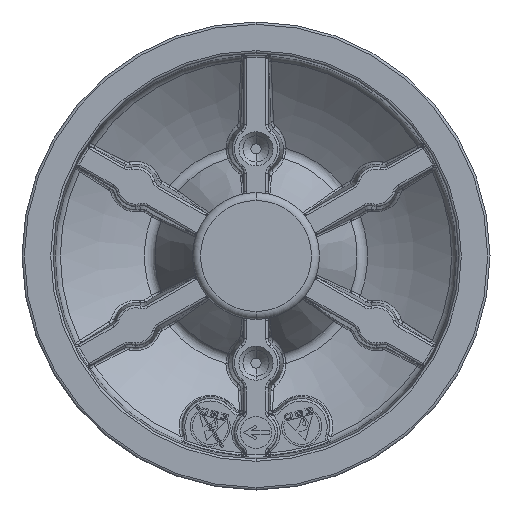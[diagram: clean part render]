
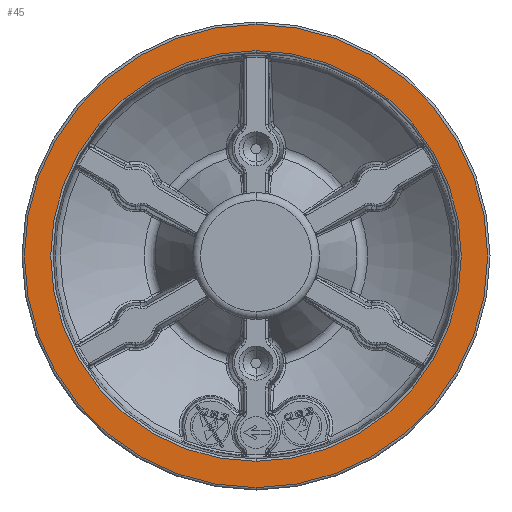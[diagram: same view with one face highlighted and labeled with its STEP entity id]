
A CAD part, front view. The second image highlights one B-rep face of the part: STEP entity #45.
In plain terms, the highlighted planar face has unit normal (0, -1, 0).
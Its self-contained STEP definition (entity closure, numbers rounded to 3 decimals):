
#10 = EDGE_CURVE ( 'NONE', #5543, #7044, #14033, .T. ) ;
#45 = ADVANCED_FACE ( 'NONE', ( #5373, #19324 ), #22776, .T. ) ;
#335 = EDGE_LOOP ( 'NONE', ( #3834, #7550 ) ) ;
#1216 = EDGE_CURVE ( 'NONE', #7044, #5543, #7553, .T. ) ;
#1277 = AXIS2_PLACEMENT_3D ( 'NONE', #14527, #12602, #18098 ) ;
#1779 = AXIS2_PLACEMENT_3D ( 'NONE', #11273, #13183, #23276 ) ;
#2585 = EDGE_CURVE ( 'NONE', #21305, #16027, #6768, .T. ) ;
#3834 = ORIENTED_EDGE ( 'NONE', *, *, #13927, .T. ) ;
#4725 = CARTESIAN_POINT ( 'NONE',  ( 0., -1., 25.885 ) ) ;
#4933 = CIRCLE ( 'NONE', #1277, 29.2 ) ;
#5373 = FACE_OUTER_BOUND ( 'NONE', #335, .T. ) ;
#5543 = VERTEX_POINT ( 'NONE', #21798 ) ;
#6164 = CARTESIAN_POINT ( 'NONE',  ( 0., -1., 0. ) ) ;
#6226 = CARTESIAN_POINT ( 'NONE',  ( 0., -1., 0. ) ) ;
#6264 = AXIS2_PLACEMENT_3D ( 'NONE', #8714, #20348, #18566 ) ;
#6768 = CIRCLE ( 'NONE', #22296, 29.2 ) ;
#7044 = VERTEX_POINT ( 'NONE', #4725 ) ;
#7550 = ORIENTED_EDGE ( 'NONE', *, *, #2585, .T. ) ;
#7553 = CIRCLE ( 'NONE', #12456, 25.885 ) ;
#8714 = CARTESIAN_POINT ( 'NONE',  ( 0., -1., 0. ) ) ;
#9797 = ORIENTED_EDGE ( 'NONE', *, *, #10, .T. ) ;
#11273 = CARTESIAN_POINT ( 'NONE',  ( -29.5, -1., 0. ) ) ;
#12428 = DIRECTION ( 'NONE',  ( 0., 0., -1. ) ) ;
#12456 = AXIS2_PLACEMENT_3D ( 'NONE', #6164, #24062, #12428 ) ;
#12494 = DIRECTION ( 'NONE',  ( 0., 0., -1. ) ) ;
#12602 = DIRECTION ( 'NONE',  ( 0., -1., 0. ) ) ;
#12838 = EDGE_LOOP ( 'NONE', ( #9797, #21216 ) ) ;
#13183 = DIRECTION ( 'NONE',  ( 0., -1., 0. ) ) ;
#13927 = EDGE_CURVE ( 'NONE', #16027, #21305, #4933, .T. ) ;
#14033 = CIRCLE ( 'NONE', #6264, 25.885 ) ;
#14527 = CARTESIAN_POINT ( 'NONE',  ( 0., -1., 0. ) ) ;
#15061 = CARTESIAN_POINT ( 'NONE',  ( 0., -1., 29.2 ) ) ;
#16027 = VERTEX_POINT ( 'NONE', #19225 ) ;
#18098 = DIRECTION ( 'NONE',  ( 0., 0., -1. ) ) ;
#18566 = DIRECTION ( 'NONE',  ( 0., 0., -1. ) ) ;
#19225 = CARTESIAN_POINT ( 'NONE',  ( 0., -1., -29.2 ) ) ;
#19324 = FACE_BOUND ( 'NONE', #12838, .T. ) ;
#19919 = DIRECTION ( 'NONE',  ( 0., -1., 0. ) ) ;
#20348 = DIRECTION ( 'NONE',  ( 0., 1., 0. ) ) ;
#21216 = ORIENTED_EDGE ( 'NONE', *, *, #1216, .T. ) ;
#21305 = VERTEX_POINT ( 'NONE', #15061 ) ;
#21798 = CARTESIAN_POINT ( 'NONE',  ( 0., -1., -25.885 ) ) ;
#22296 = AXIS2_PLACEMENT_3D ( 'NONE', #6226, #19919, #12494 ) ;
#22776 = PLANE ( 'NONE',  #1779 ) ;
#23276 = DIRECTION ( 'NONE',  ( 0., 0., -1. ) ) ;
#24062 = DIRECTION ( 'NONE',  ( 0., 1., 0. ) ) ;
